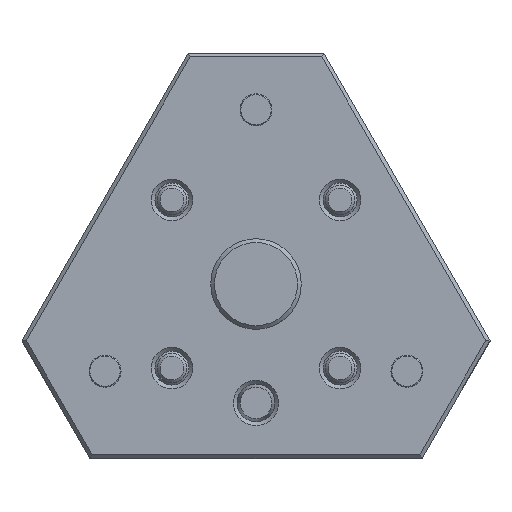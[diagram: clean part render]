
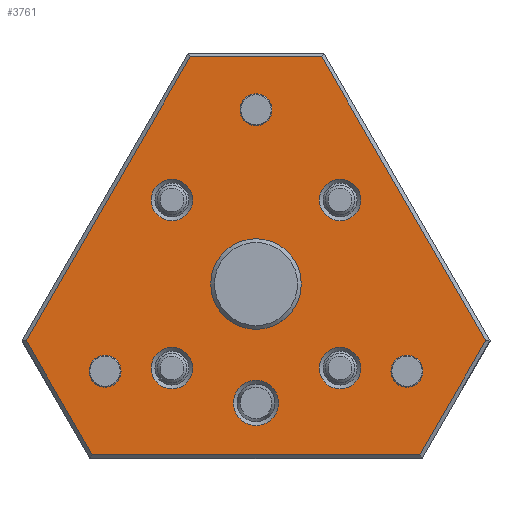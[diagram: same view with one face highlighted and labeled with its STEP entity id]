
A CAD part, top view. The second image highlights one B-rep face of the part: STEP entity #3761.
In plain terms, the highlighted planar face has unit normal (0, 0, 1).
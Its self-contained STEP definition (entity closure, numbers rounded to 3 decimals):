
#245=FACE_BOUND('',#1235,.T.);
#246=FACE_BOUND('',#1236,.T.);
#247=FACE_BOUND('',#1237,.T.);
#248=FACE_BOUND('',#1238,.T.);
#249=FACE_BOUND('',#1239,.T.);
#250=FACE_BOUND('',#1240,.T.);
#251=FACE_BOUND('',#1241,.T.);
#252=FACE_BOUND('',#1242,.T.);
#253=FACE_BOUND('',#1243,.T.);
#348=LINE('',#5757,#682);
#349=LINE('',#5759,#683);
#350=LINE('',#5761,#684);
#351=LINE('',#5763,#685);
#352=LINE('',#5765,#686);
#353=LINE('',#5766,#687);
#682=VECTOR('',#4595,10.);
#683=VECTOR('',#4596,10.);
#684=VECTOR('',#4597,10.);
#685=VECTOR('',#4598,10.);
#686=VECTOR('',#4599,10.);
#687=VECTOR('',#4600,10.);
#1007=FACE_OUTER_BOUND('',#1234,.T.);
#1234=EDGE_LOOP('',(#2647,#2648,#2649,#2650,#2651,#2652));
#1235=EDGE_LOOP('',(#2653));
#1236=EDGE_LOOP('',(#2654));
#1237=EDGE_LOOP('',(#2655));
#1238=EDGE_LOOP('',(#2656));
#1239=EDGE_LOOP('',(#2657));
#1240=EDGE_LOOP('',(#2658));
#1241=EDGE_LOOP('',(#2659));
#1242=EDGE_LOOP('',(#2660));
#1243=EDGE_LOOP('',(#2661));
#1524=CIRCLE('',#4089,6.);
#1525=CIRCLE('',#4092,2.75);
#1528=CIRCLE('',#4096,2.75);
#1529=CIRCLE('',#4097,2.75);
#1530=CIRCLE('',#4098,3.);
#1531=CIRCLE('',#4099,2.117);
#1532=CIRCLE('',#4100,2.117);
#1533=CIRCLE('',#4101,2.117);
#1534=CIRCLE('',#4102,2.75);
#1704=VERTEX_POINT('',#5742);
#1705=VERTEX_POINT('',#5747);
#1708=VERTEX_POINT('',#5755);
#1709=VERTEX_POINT('',#5756);
#1710=VERTEX_POINT('',#5758);
#1711=VERTEX_POINT('',#5760);
#1712=VERTEX_POINT('',#5762);
#1713=VERTEX_POINT('',#5764);
#1714=VERTEX_POINT('',#5767);
#1715=VERTEX_POINT('',#5769);
#1716=VERTEX_POINT('',#5771);
#1717=VERTEX_POINT('',#5773);
#1718=VERTEX_POINT('',#5775);
#1719=VERTEX_POINT('',#5777);
#1720=VERTEX_POINT('',#5779);
#2061=EDGE_CURVE('',#1704,#1704,#1524,.T.);
#2062=EDGE_CURVE('',#1705,#1705,#1525,.T.);
#2066=EDGE_CURVE('',#1708,#1709,#348,.T.);
#2067=EDGE_CURVE('',#1710,#1708,#349,.T.);
#2068=EDGE_CURVE('',#1711,#1710,#350,.T.);
#2069=EDGE_CURVE('',#1712,#1711,#351,.T.);
#2070=EDGE_CURVE('',#1713,#1712,#352,.T.);
#2071=EDGE_CURVE('',#1709,#1713,#353,.T.);
#2072=EDGE_CURVE('',#1714,#1714,#1528,.T.);
#2073=EDGE_CURVE('',#1715,#1715,#1529,.T.);
#2074=EDGE_CURVE('',#1716,#1716,#1530,.T.);
#2075=EDGE_CURVE('',#1717,#1717,#1531,.T.);
#2076=EDGE_CURVE('',#1718,#1718,#1532,.T.);
#2077=EDGE_CURVE('',#1719,#1719,#1533,.T.);
#2078=EDGE_CURVE('',#1720,#1720,#1534,.T.);
#2647=ORIENTED_EDGE('',*,*,#2066,.F.);
#2648=ORIENTED_EDGE('',*,*,#2067,.F.);
#2649=ORIENTED_EDGE('',*,*,#2068,.F.);
#2650=ORIENTED_EDGE('',*,*,#2069,.F.);
#2651=ORIENTED_EDGE('',*,*,#2070,.F.);
#2652=ORIENTED_EDGE('',*,*,#2071,.F.);
#2653=ORIENTED_EDGE('',*,*,#2072,.F.);
#2654=ORIENTED_EDGE('',*,*,#2073,.F.);
#2655=ORIENTED_EDGE('',*,*,#2074,.F.);
#2656=ORIENTED_EDGE('',*,*,#2075,.T.);
#2657=ORIENTED_EDGE('',*,*,#2076,.T.);
#2658=ORIENTED_EDGE('',*,*,#2077,.T.);
#2659=ORIENTED_EDGE('',*,*,#2061,.T.);
#2660=ORIENTED_EDGE('',*,*,#2078,.F.);
#2661=ORIENTED_EDGE('',*,*,#2062,.F.);
#3628=PLANE('',#4095);
#3761=ADVANCED_FACE('',(#1007,#245,#246,#247,#248,#249,#250,#251,#252,#253),
#3628,.T.);
#4089=AXIS2_PLACEMENT_3D('',#5744,#4580,#4581);
#4092=AXIS2_PLACEMENT_3D('',#5748,#4586,#4587);
#4095=AXIS2_PLACEMENT_3D('',#5754,#4593,#4594);
#4096=AXIS2_PLACEMENT_3D('',#5768,#4601,#4602);
#4097=AXIS2_PLACEMENT_3D('',#5770,#4603,#4604);
#4098=AXIS2_PLACEMENT_3D('',#5772,#4605,#4606);
#4099=AXIS2_PLACEMENT_3D('',#5774,#4607,#4608);
#4100=AXIS2_PLACEMENT_3D('',#5776,#4609,#4610);
#4101=AXIS2_PLACEMENT_3D('',#5778,#4611,#4612);
#4102=AXIS2_PLACEMENT_3D('',#5780,#4613,#4614);
#4580=DIRECTION('center_axis',(0.,0.,-1.));
#4581=DIRECTION('ref_axis',(1.,0.,0.));
#4586=DIRECTION('center_axis',(0.,0.,1.));
#4587=DIRECTION('ref_axis',(-1.,0.,0.));
#4593=DIRECTION('center_axis',(0.,0.,1.));
#4594=DIRECTION('ref_axis',(1.,0.,0.));
#4595=DIRECTION('',(0.5,-0.866,0.));
#4596=DIRECTION('',(1.,0.,0.));
#4597=DIRECTION('',(0.5,0.866,0.));
#4598=DIRECTION('',(-0.5,0.866,0.));
#4599=DIRECTION('',(-1.,0.,0.));
#4600=DIRECTION('',(-0.5,-0.866,0.));
#4601=DIRECTION('center_axis',(0.,0.,1.));
#4602=DIRECTION('ref_axis',(-1.,0.,0.));
#4603=DIRECTION('center_axis',(0.,0.,1.));
#4604=DIRECTION('ref_axis',(-1.,0.,0.));
#4605=DIRECTION('center_axis',(0.,0.,1.));
#4606=DIRECTION('ref_axis',(1.,0.,0.));
#4607=DIRECTION('center_axis',(0.,0.,-1.));
#4608=DIRECTION('ref_axis',(1.,0.,0.));
#4609=DIRECTION('center_axis',(0.,0.,-1.));
#4610=DIRECTION('ref_axis',(1.,0.,0.));
#4611=DIRECTION('center_axis',(0.,0.,-1.));
#4612=DIRECTION('ref_axis',(1.,0.,0.));
#4613=DIRECTION('center_axis',(0.,0.,1.));
#4614=DIRECTION('ref_axis',(-1.,0.,0.));
#5742=CARTESIAN_POINT('',(-6.,0.,0.));
#5744=CARTESIAN_POINT('Origin',(0.,0.,0.));
#5747=CARTESIAN_POINT('',(13.887,-11.137,0.));
#5748=CARTESIAN_POINT('Origin',(11.137,-11.137,0.));
#5754=CARTESIAN_POINT('Origin',(0.,11.547,
0.));
#5755=CARTESIAN_POINT('',(8.711,30.1,0.));
#5756=CARTESIAN_POINT('',(30.423,-7.506,0.));
#5757=CARTESIAN_POINT('',(7.067,32.948,0.));
#5758=CARTESIAN_POINT('',(-8.711,30.1,0.));
#5759=CARTESIAN_POINT('',(0.,30.1,0.));
#5760=CARTESIAN_POINT('',(-30.423,-7.506,0.));
#5761=CARTESIAN_POINT('',(-27.067,-1.693,0.));
#5762=CARTESIAN_POINT('',(-21.711,-22.594,0.));
#5763=CARTESIAN_POINT('',(-28.567,-10.72,0.));
#5764=CARTESIAN_POINT('',(21.711,-22.594,0.));
#5765=CARTESIAN_POINT('',(20.,-22.594,0.));
#5766=CARTESIAN_POINT('',(28.567,-10.72,0.));
#5767=CARTESIAN_POINT('',(-8.387,-11.137,0.));
#5768=CARTESIAN_POINT('Origin',(-11.137,-11.137,0.));
#5769=CARTESIAN_POINT('',(13.887,11.137,0.));
#5770=CARTESIAN_POINT('Origin',(11.137,11.137,0.));
#5771=CARTESIAN_POINT('',(-3.,-15.75,0.));
#5772=CARTESIAN_POINT('Origin',(0.,-15.75,0.));
#5773=CARTESIAN_POINT('',(-22.117,-11.547,0.));
#5774=CARTESIAN_POINT('Origin',(-20.,-11.547,0.));
#5775=CARTESIAN_POINT('',(17.883,-11.547,0.));
#5776=CARTESIAN_POINT('Origin',(20.,-11.547,0.));
#5777=CARTESIAN_POINT('',(-2.117,23.094,0.));
#5778=CARTESIAN_POINT('Origin',(0.,23.094,0.));
#5779=CARTESIAN_POINT('',(-8.387,11.137,0.));
#5780=CARTESIAN_POINT('Origin',(-11.137,11.137,0.));
